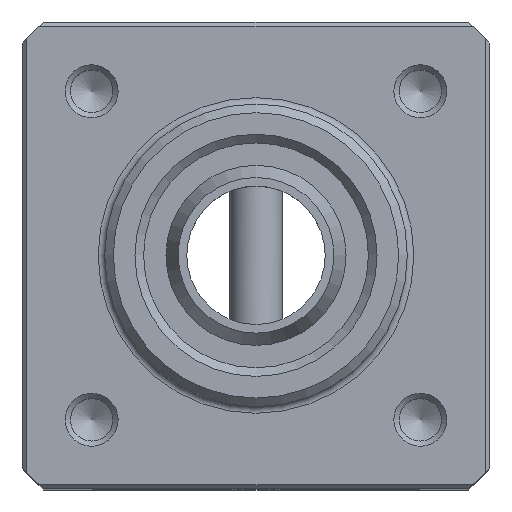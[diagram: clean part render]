
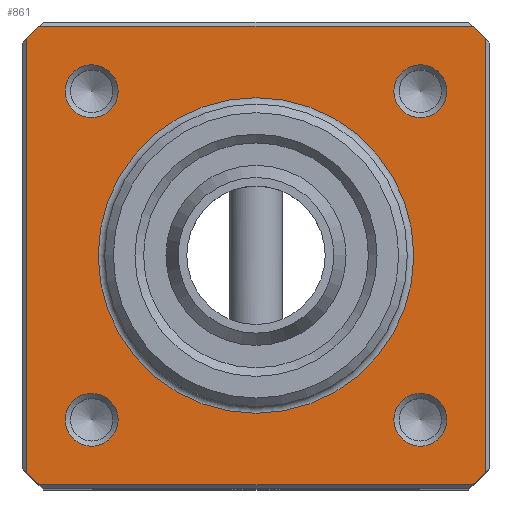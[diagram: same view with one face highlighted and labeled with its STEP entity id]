
A CAD part, top view. The second image highlights one B-rep face of the part: STEP entity #861.
In plain terms, the highlighted planar face has unit normal (0, 0, 1).
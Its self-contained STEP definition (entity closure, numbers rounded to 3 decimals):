
#718=CARTESIAN_POINT('',(-7.147,-7.538,-10.486));
#719=VERTEX_POINT('',#718);
#720=CARTESIAN_POINT('',(-10.205,-7.538,-10.486));
#721=DIRECTION('',(0.0,0.0,1.0));
#722=DIRECTION('',(-1.0,0.0,0.0));
#723=AXIS2_PLACEMENT_3D('',#720,#721,#722);
#724=CIRCLE('',#723,3.059);
#725=EDGE_CURVE('',#719,#719,#724,.T.);
#730=CARTESIAN_POINT('',(-58.38,-26.538,-10.486));
#731=DIRECTION('',(0.0,0.0,1.0));
#732=DIRECTION('',(1.0,0.0,0.0));
#733=AXIS2_PLACEMENT_3D('',#730,#731,#732);
#734=PLANE('',#733);
#735=CARTESIAN_POINT('',(-4.105,-53.038,-10.486));
#736=VERTEX_POINT('',#735);
#737=CARTESIAN_POINT('',(-54.305,-53.038,-10.486));
#738=VERTEX_POINT('',#737);
#739=CARTESIAN_POINT('',(-4.105,-53.038,-10.486));
#740=DIRECTION('',(-1.0,0.0,0.0));
#741=VECTOR('',#740,50.2);
#742=LINE('',#739,#741);
#743=EDGE_CURVE('',#736,#738,#742,.T.);
#744=ORIENTED_EDGE('',*,*,#743,.F.);
#745=CARTESIAN_POINT('',(-2.705,-51.638,-10.486));
#746=VERTEX_POINT('',#745);
#747=CARTESIAN_POINT('',(-29.205,-26.538,-10.486));
#748=DIRECTION('',(0.0,0.0,1.0));
#749=DIRECTION('',(1.0,0.0,0.0));
#750=AXIS2_PLACEMENT_3D('',#747,#748,#749);
#751=CIRCLE('',#750,36.5);
#752=EDGE_CURVE('',#736,#746,#751,.T.);
#753=ORIENTED_EDGE('',*,*,#752,.T.);
#754=CARTESIAN_POINT('',(-2.705,-1.438,-10.486));
#755=VERTEX_POINT('',#754);
#756=CARTESIAN_POINT('',(-2.705,-1.438,-10.486));
#757=DIRECTION('',(0.0,-1.0,0.0));
#758=VECTOR('',#757,50.2);
#759=LINE('',#756,#758);
#760=EDGE_CURVE('',#755,#746,#759,.T.);
#761=ORIENTED_EDGE('',*,*,#760,.F.);
#762=CARTESIAN_POINT('',(-4.105,-0.038,-10.486));
#763=VERTEX_POINT('',#762);
#764=CARTESIAN_POINT('',(-29.205,-26.538,-10.486));
#765=DIRECTION('',(0.0,0.0,1.0));
#766=DIRECTION('',(1.0,0.0,0.0));
#767=AXIS2_PLACEMENT_3D('',#764,#765,#766);
#768=CIRCLE('',#767,36.5);
#769=EDGE_CURVE('',#755,#763,#768,.T.);
#770=ORIENTED_EDGE('',*,*,#769,.T.);
#771=CARTESIAN_POINT('',(-54.305,-0.038,-10.486));
#772=VERTEX_POINT('',#771);
#773=CARTESIAN_POINT('',(-54.305,-0.038,-10.486));
#774=DIRECTION('',(1.0,0.0,0.0));
#775=VECTOR('',#774,50.2);
#776=LINE('',#773,#775);
#777=EDGE_CURVE('',#772,#763,#776,.T.);
#778=ORIENTED_EDGE('',*,*,#777,.F.);
#779=CARTESIAN_POINT('',(-55.705,-1.438,-10.486));
#780=VERTEX_POINT('',#779);
#781=CARTESIAN_POINT('',(-29.205,-26.538,-10.486));
#782=DIRECTION('',(0.0,0.0,1.0));
#783=DIRECTION('',(1.0,0.0,0.0));
#784=AXIS2_PLACEMENT_3D('',#781,#782,#783);
#785=CIRCLE('',#784,36.5);
#786=EDGE_CURVE('',#772,#780,#785,.T.);
#787=ORIENTED_EDGE('',*,*,#786,.T.);
#788=CARTESIAN_POINT('',(-55.705,-51.638,-10.486));
#789=VERTEX_POINT('',#788);
#790=CARTESIAN_POINT('',(-55.705,-51.638,-10.486));
#791=DIRECTION('',(0.0,1.0,0.0));
#792=VECTOR('',#791,50.2);
#793=LINE('',#790,#792);
#794=EDGE_CURVE('',#789,#780,#793,.T.);
#795=ORIENTED_EDGE('',*,*,#794,.F.);
#796=CARTESIAN_POINT('',(-29.205,-26.538,-10.486));
#797=DIRECTION('',(0.0,0.0,1.0));
#798=DIRECTION('',(1.0,0.0,0.0));
#799=AXIS2_PLACEMENT_3D('',#796,#797,#798);
#800=CIRCLE('',#799,36.5);
#801=EDGE_CURVE('',#789,#738,#800,.T.);
#802=ORIENTED_EDGE('',*,*,#801,.T.);
#803=EDGE_LOOP('',(#744,#753,#761,#770,#778,#787,#795,#802));
#804=FACE_OUTER_BOUND('',#803,.T.);
#805=CARTESIAN_POINT('',(-45.147,-7.538,-10.486));
#806=VERTEX_POINT('',#805);
#807=CARTESIAN_POINT('',(-48.205,-7.538,-10.486));
#808=DIRECTION('',(0.0,0.0,1.0));
#809=DIRECTION('',(-1.0,0.0,0.0));
#810=AXIS2_PLACEMENT_3D('',#807,#808,#809);
#811=CIRCLE('',#810,3.058);
#812=EDGE_CURVE('',#806,#806,#811,.T.);
#813=ORIENTED_EDGE('',*,*,#812,.F.);
#814=EDGE_LOOP('',(#813));
#815=FACE_BOUND('',#814,.T.);
#816=CARTESIAN_POINT('',(-7.147,-45.538,-10.486));
#817=VERTEX_POINT('',#816);
#818=CARTESIAN_POINT('',(-10.205,-45.538,-10.486));
#819=DIRECTION('',(0.0,0.0,1.0));
#820=DIRECTION('',(-1.0,0.0,0.0));
#821=AXIS2_PLACEMENT_3D('',#818,#819,#820);
#822=CIRCLE('',#821,3.059);
#823=EDGE_CURVE('',#817,#817,#822,.T.);
#824=ORIENTED_EDGE('',*,*,#823,.F.);
#825=EDGE_LOOP('',(#824));
#826=FACE_BOUND('',#825,.T.);
#827=CARTESIAN_POINT('',(-29.205,-44.788,-10.486));
#828=VERTEX_POINT('',#827);
#829=CARTESIAN_POINT('',(-29.205,-8.288,-10.486));
#830=VERTEX_POINT('',#829);
#831=CARTESIAN_POINT('',(-29.205,-26.538,-10.486));
#832=DIRECTION('',(0.0,0.0,1.0));
#833=DIRECTION('',(1.0,0.0,0.0));
#834=AXIS2_PLACEMENT_3D('',#831,#832,#833);
#835=CIRCLE('',#834,18.25);
#836=EDGE_CURVE('',#828,#830,#835,.T.);
#837=ORIENTED_EDGE('',*,*,#836,.F.);
#838=CARTESIAN_POINT('',(-29.205,-26.538,-10.486));
#839=DIRECTION('',(0.0,0.0,1.0));
#840=DIRECTION('',(1.0,0.0,0.0));
#841=AXIS2_PLACEMENT_3D('',#838,#839,#840);
#842=CIRCLE('',#841,18.25);
#843=EDGE_CURVE('',#830,#828,#842,.T.);
#844=ORIENTED_EDGE('',*,*,#843,.F.);
#845=EDGE_LOOP('',(#837,#844));
#846=FACE_BOUND('',#845,.T.);
#847=CARTESIAN_POINT('',(-45.147,-45.538,-10.486));
#848=VERTEX_POINT('',#847);
#849=CARTESIAN_POINT('',(-48.205,-45.538,-10.486));
#850=DIRECTION('',(0.0,0.0,1.0));
#851=DIRECTION('',(-1.0,0.0,0.0));
#852=AXIS2_PLACEMENT_3D('',#849,#850,#851);
#853=CIRCLE('',#852,3.058);
#854=EDGE_CURVE('',#848,#848,#853,.T.);
#855=ORIENTED_EDGE('',*,*,#854,.F.);
#856=EDGE_LOOP('',(#855));
#857=FACE_BOUND('',#856,.T.);
#858=ORIENTED_EDGE('',*,*,#725,.F.);
#859=EDGE_LOOP('',(#858));
#860=FACE_BOUND('',#859,.T.);
#861=ADVANCED_FACE('',(#804,#815,#826,#846,#857,#860),#734,.T.);
